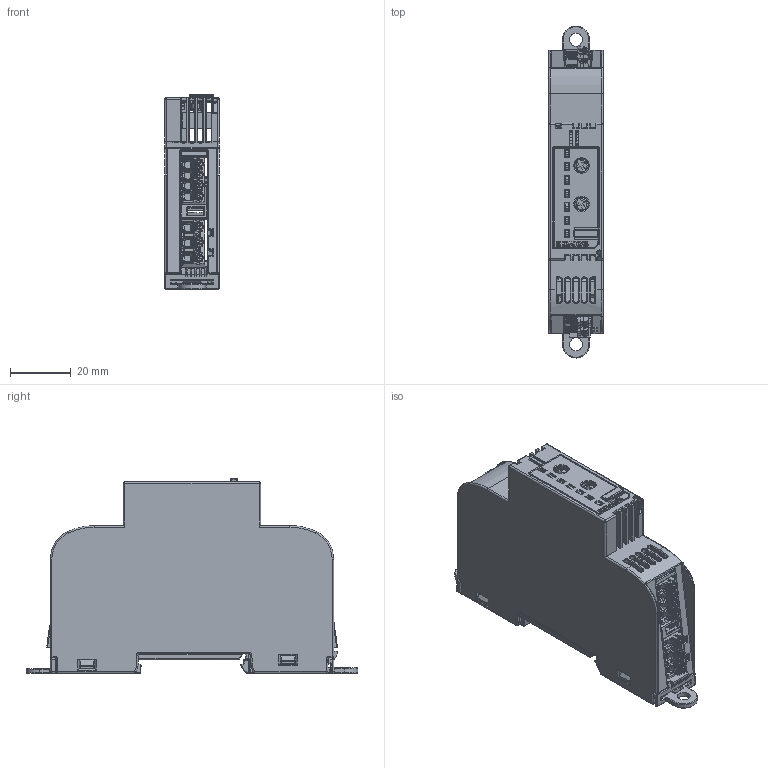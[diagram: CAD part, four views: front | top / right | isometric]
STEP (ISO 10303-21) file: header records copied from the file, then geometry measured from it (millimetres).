
FILE_DESCRIPTION(('STEP AP214'),'1');
FILE_NAME('cctmp_FF9F4B89-6726-4394-9BFA-8C41AFC17577_2024_09_26_09_58_05_0510..stp','2024-09-26T07:58:12',('SIEMENS A&D'),('CADClick - www.CADClick.com'),'Spatial InterOp 3D',' ','unknown authorization');
FILE_SCHEMA(('AUTOMOTIVE_DESIGN'));
Length unit declared in the file: millimetre
Products named in the file (97): cc_unnamed; 2024_09_26_09_58_05_0341; 2024_09_26_09_58_05_0310; 2024_09_26_09_58_05_0278; 2024_09_26_09_58_05_0240; 2024_09_26_09_58_05_0209; 2024_09_26_09_58_05_0178; 2024_09_26_09_58_05_0140; 2024_09_26_09_58_05_0109; 2024_09_26_09_58_05_0078; 2024_09_26_09_58_05_0040; 2024_09_26_09_58_05_0008; 2024_09_26_09_58_04_0977; 2024_09_26_09_58_04_0939; 2024_09_26_09_58_04_0908; 2024_09_26_09_58_04_0877; 2024_09_26_09_58_04_0839; 2024_09_26_09_58_04_0808; 2024_09_26_09_58_04_0776; 2024_09_26_09_58_04_0738; 2024_09_26_09_58_04_0707; 2024_09_26_09_58_04_0676; 2024_09_26_09_58_04_0638; 2024_09_26_09_58_04_0607; 2024_09_26_09_58_04_0575; 2024_09_26_09_58_04_0538; 2024_09_26_09_58_04_0506; 2024_09_26_09_58_04_0475; 2024_09_26_09_58_04_0437; 2024_09_26_09_58_04_0406; 2024_09_26_09_58_04_0375; 2024_09_26_09_58_04_0337; 2024_09_26_09_58_04_0306; 2024_09_26_09_58_04_0274; 2024_09_26_09_58_04_0236; 2024_09_26_09_58_04_0205; 2024_09_26_09_58_04_0174; 2024_09_26_09_58_04_0136; 2024_09_26_09_58_04_0105; 2024_09_26_09_58_04_0073 ...
Assembly tree (96 placements, depth 2):
  cc_unnamed
    2024_09_26_09_58_05_0341
    2024_09_26_09_58_05_0310
    2024_09_26_09_58_05_0278
    2024_09_26_09_58_05_0240
    2024_09_26_09_58_05_0209
    2024_09_26_09_58_05_0178
    2024_09_26_09_58_05_0140
    2024_09_26_09_58_05_0109
    2024_09_26_09_58_05_0078
    2024_09_26_09_58_05_0040
    2024_09_26_09_58_05_0008
    2024_09_26_09_58_04_0977
    2024_09_26_09_58_04_0939
    2024_09_26_09_58_04_0908
    2024_09_26_09_58_04_0877
    2024_09_26_09_58_04_0839
    2024_09_26_09_58_04_0808
    2024_09_26_09_58_04_0776
    2024_09_26_09_58_04_0738
    2024_09_26_09_58_04_0707
    2024_09_26_09_58_04_0676
    2024_09_26_09_58_04_0638
    2024_09_26_09_58_04_0607
    2024_09_26_09_58_04_0575
    2024_09_26_09_58_04_0538
    2024_09_26_09_58_04_0506
    2024_09_26_09_58_04_0475
    2024_09_26_09_58_04_0437
    2024_09_26_09_58_04_0406
    2024_09_26_09_58_04_0375
    2024_09_26_09_58_04_0337
    2024_09_26_09_58_04_0306
    2024_09_26_09_58_04_0274
    2024_09_26_09_58_04_0236
    2024_09_26_09_58_04_0205
    2024_09_26_09_58_04_0174
    2024_09_26_09_58_04_0136
    2024_09_26_09_58_04_0105
    2024_09_26_09_58_04_0073
    2024_09_26_09_58_04_0035
    2024_09_26_09_58_04_0004
    2024_09_26_09_58_03_0973
    2024_09_26_09_58_03_0935
    2024_09_26_09_58_03_0904
    2024_09_26_09_58_03_0873
    2024_09_26_09_58_03_0835
    2024_09_26_09_58_03_0804
    2024_09_26_09_58_03_0772
    2024_09_26_09_58_03_0735
    2024_09_26_09_58_03_0704
    2024_09_26_09_58_03_0672
    2024_09_26_09_58_03_0634
    2024_09_26_09_58_03_0603
    2024_09_26_09_58_03_0572
    2024_09_26_09_58_03_0534
    2024_09_26_09_58_03_0503
    2024_09_26_09_58_03_0471
    2024_09_26_09_58_03_0434
    2024_09_26_09_58_03_0403
Bounding box: 18 x 109 x 63.9 mm (x, y, z)
Volume: 26503.7 mm3; surface area: 38976.1 mm2
Topology: 40 solids, 96 shells, 5360 faces, 13919 edges, 8492 vertices
Faces by surface type: cylinder 2011, plane 1837, bspline 782, torus 490, sphere 210, cone 26, extrusion 4
Entity records: 273405 total; most frequent: CARTESIAN_POINT 99716, ORIENTED_EDGE 27158, DIRECTION 26791, EDGE_CURVE 13721, AXIS2_PLACEMENT_3D 9715, VERTEX_POINT 8492, VECTOR 7361, LINE 7357
